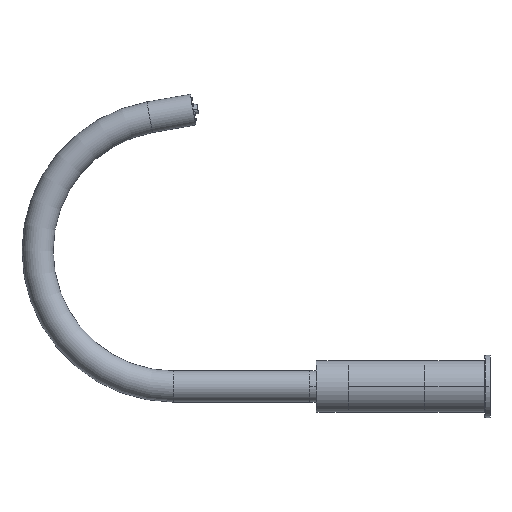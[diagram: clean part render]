
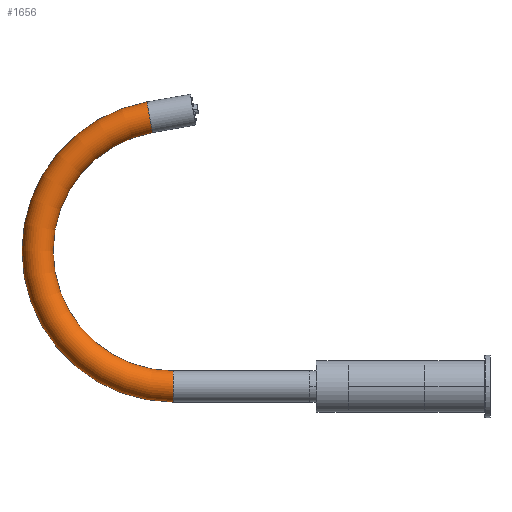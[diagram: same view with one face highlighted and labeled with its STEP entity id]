
A CAD part, left-side view. The second image highlights one B-rep face of the part: STEP entity #1656.
In plain terms, the highlighted toroidal (fillet/blend) face has major radius 104.5 mm and minor radius 12 mm.
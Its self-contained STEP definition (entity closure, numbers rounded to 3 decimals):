
#1656=ADVANCED_FACE('',(#2778),#2779,.T.);
#2778=FACE_OUTER_BOUND('',#5563,.T.);
#2779=TOROIDAL_SURFACE('',#5564,104.5,12.0);
#5563=EDGE_LOOP('',(#8677,#8678,#8679,#8680));
#5564=AXIS2_PLACEMENT_3D('',#8681,#8682,#8683);
#8677=ORIENTED_EDGE('',*,*,#11887,.T.);
#8678=ORIENTED_EDGE('',*,*,#11886,.F.);
#8679=ORIENTED_EDGE('',*,*,#11888,.F.);
#8680=ORIENTED_EDGE('',*,*,#11889,.T.);
#8681=CARTESIAN_POINT('',(0.0,105.0,104.5));
#8682=DIRECTION('',(-1.0,-0.0,0.0));
#8683=DIRECTION('',(0.0,-0.174,-0.985));
#11886=EDGE_CURVE('',#13855,#13853,#13857,.T.);
#11887=EDGE_CURVE('',#13858,#13853,#13859,.T.);
#11888=EDGE_CURVE('',#13860,#13855,#13861,.T.);
#11889=EDGE_CURVE('',#13860,#13858,#13862,.T.);
#13853=VERTEX_POINT('',#17354);
#13855=VERTEX_POINT('',#17357);
#13857=CIRCLE('',#17360,12.0);
#13858=VERTEX_POINT('',#17361);
#13859=CIRCLE('',#17362,116.5);
#13860=VERTEX_POINT('',#17363);
#13861=CIRCLE('',#17364,92.5);
#13862=CIRCLE('',#17365,12.0);
#17354=CARTESIAN_POINT('',(0.0,105.0,-12.0));
#17357=CARTESIAN_POINT('',(0.0,105.0,12.0));
#17360=AXIS2_PLACEMENT_3D('',#21493,#21494,#21495);
#17361=CARTESIAN_POINT('',(0.0,125.23,219.23));
#17362=AXIS2_PLACEMENT_3D('',#21496,#21497,#21498);
#17363=CARTESIAN_POINT('',(0.0,121.062,195.595));
#17364=AXIS2_PLACEMENT_3D('',#21499,#21500,#21501);
#17365=AXIS2_PLACEMENT_3D('',#21502,#21503,#21504);
#21493=CARTESIAN_POINT('',(0.0,105.0,0.));
#21494=DIRECTION('',(0.0,-1.0,0.0));
#21495=DIRECTION('',(0.0,0.0,1.0));
#21496=CARTESIAN_POINT('',(0.0,105.0,104.5));
#21497=DIRECTION('',(-1.0,0.0,0.0));
#21498=DIRECTION('',(0.0,0.174,0.985));
#21499=CARTESIAN_POINT('',(0.0,105.0,104.5));
#21500=DIRECTION('',(-1.0,0.0,0.0));
#21501=DIRECTION('',(0.0,0.174,0.985));
#21502=CARTESIAN_POINT('',(0.0,123.146,207.412));
#21503=DIRECTION('',(0.0,0.985,-0.174));
#21504=DIRECTION('',(0.0,-0.174,-0.985));
